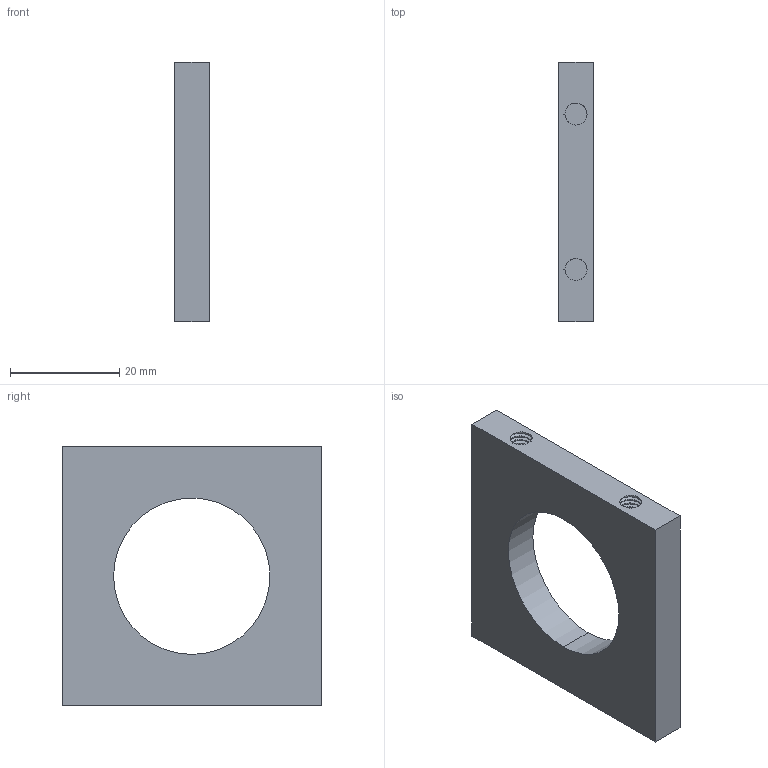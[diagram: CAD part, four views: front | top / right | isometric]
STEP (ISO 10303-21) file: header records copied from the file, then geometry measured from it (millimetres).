
FILE_DESCRIPTION (( 'STEP AP203' ), '1' );
FILE_NAME ('4400-23-P-0414 (6 Piezas) MS.STEP', '2023-02-25T04:44:58', ( '' ), ( '' ), 'SwSTEP 2.0', 'SolidWorks 2022', '' );
FILE_SCHEMA (( 'CONFIG_CONTROL_DESIGN' ));
Length unit declared in the file: inch
Products named in the file (1): 4400-23-P-0414 (6 Piezas) MS
Bounding box: 6.35 x 47.47 x 47.47 mm (x, y, z)
Volume: 9449.8 mm3; surface area: 6174.4 mm2
Topology: 1 solids, 1 shells, 172 faces, 470 edges, 304 vertices
Faces by surface type: cylinder 142, plane 18, bspline 12
Entity records: 14797 total; most frequent: CARTESIAN_POINT 11199, ORIENTED_EDGE 940, DIRECTION 548, EDGE_CURVE 470, VERTEX_POINT 304, AXIS2_PLACEMENT_3D 185, EDGE_LOOP 178, LINE 178
